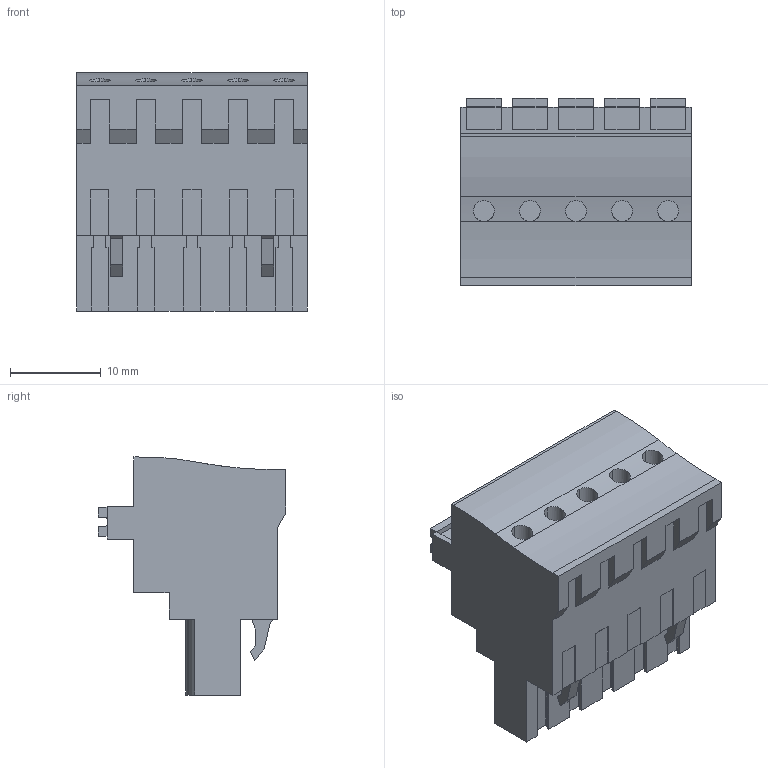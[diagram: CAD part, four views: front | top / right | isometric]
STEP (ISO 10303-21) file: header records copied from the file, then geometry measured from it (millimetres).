
FILE_DESCRIPTION(('CATIA V5 STEP Exchange','CAx-IF Rec.Pracs.--- Model Styling and Organization---1.2---2011-12-15'),'2;1');
FILE_NAME ('D1461143_0_1981960000_1981960000.stp','2017-10-30T14:52:33+00:00',('none'),('Weidmueller'),'CATIA Version 5-6 Release 2014','CATIA V5 STEP AP214','none');
FILE_SCHEMA(('AUTOMOTIVE_DESIGN { 1 0 10303 214 1 1 1 1 }'));
Length unit declared in the file: millimetre
Products named in the file (1): 1981960000
Bounding box: 25.4 x 20.64 x 26.24 mm (x, y, z)
Volume: 7508.8 mm3; surface area: 4072.4 mm2
Topology: 6 solids, 6 shells, 370 faces, 1022 edges, 686 vertices
Faces by surface type: plane 317, cylinder 53
Entity records: 10912 total; most frequent: ORIENTED_EDGE 2044, CARTESIAN_POINT 2013, DIRECTION 1460, EDGE_CURVE 1022, VECTOR 916, LINE 916, VERTEX_POINT 686, EDGE_LOOP 392
